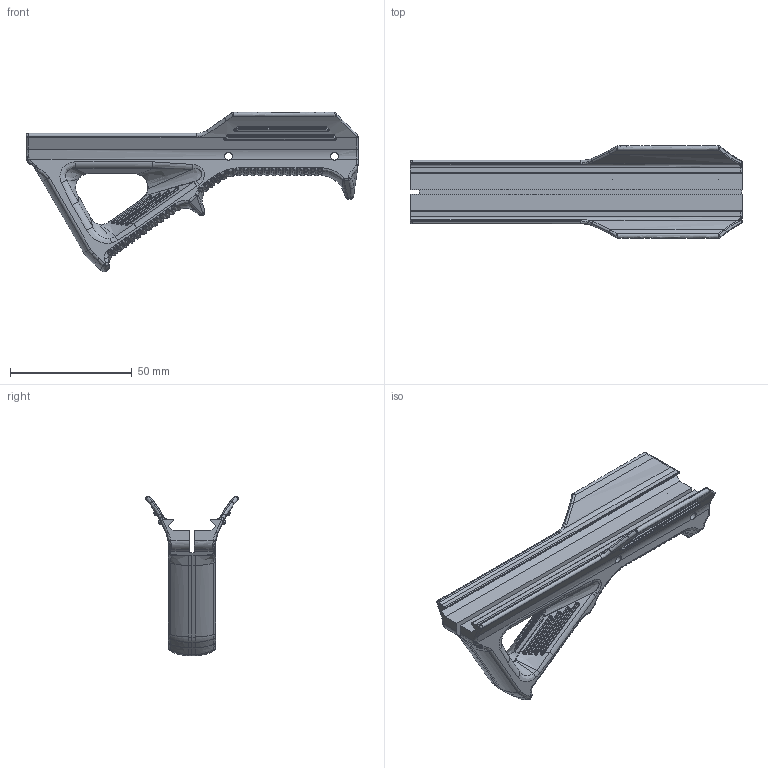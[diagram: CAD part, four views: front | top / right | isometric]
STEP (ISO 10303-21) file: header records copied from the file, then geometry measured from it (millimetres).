
FILE_DESCRIPTION(('FreeCAD Model'),'2;1');
FILE_NAME('Open CASCADE Shape Model','2025-05-05T04:47:30',('FreeCAD'),( 'FreeCAD'),'Open CASCADE STEP processor 7.6','FreeCAD','Unknown');
FILE_SCHEMA(('AUTOMOTIVE_DESIGN { 1 0 10303 214 1 1 1 1 }'));
Products named in the file (1): Open CASCADE STEP translator 7.6 1
Bounding box: 136.15 x 37.84 x 65.41 mm (x, y, z)
Volume: 50355 mm3; surface area: 22260.7 mm2
Topology: 1 solids, 1 shells, 1872 faces, 4179 edges, 2280 vertices
Faces by surface type: bspline 1872
Entity records: 113855 total; most frequent: CARTESIAN_POINT 88650, ORIENTED_EDGE 8300, EDGE_CURVE 4150, B_SPLINE_CURVE_WITH_KNOTS 3549, VERTEX_POINT 2280, FACE_BOUND 1882, EDGE_LOOP 1882, ADVANCED_FACE 1872
